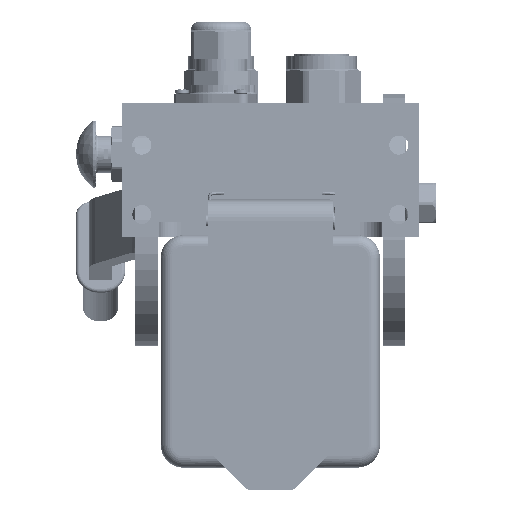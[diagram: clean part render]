
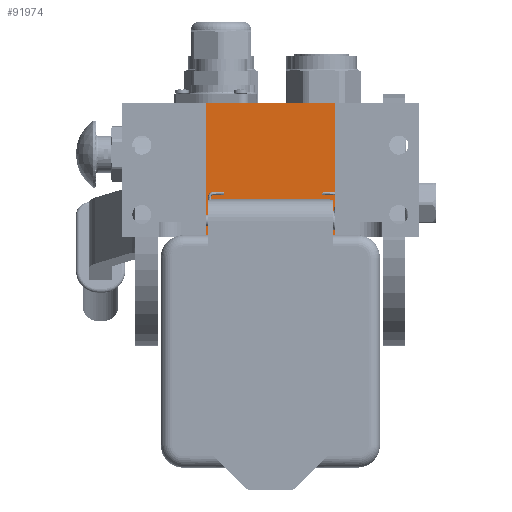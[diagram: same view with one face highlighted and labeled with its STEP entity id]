
A CAD part, left-side view. The second image highlights one B-rep face of the part: STEP entity #91974.
In plain terms, the highlighted face is planar.
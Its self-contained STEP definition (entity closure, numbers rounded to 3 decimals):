
#549 = DIRECTION ( 'NONE',  ( 0., 1., 0. ) ) ;
#4411 = CARTESIAN_POINT ( 'NONE',  ( -29., 60.2, -107.5 ) ) ;
#4544 = CARTESIAN_POINT ( 'NONE',  ( 29., 60.2, -107.5 ) ) ;
#9810 = LINE ( 'NONE', #91999, #141592 ) ;
#10070 = CARTESIAN_POINT ( 'NONE',  ( -29., 0., -107.5 ) ) ;
#10493 = CARTESIAN_POINT ( 'NONE',  ( 29., 0., -107.5 ) ) ;
#12458 = VERTEX_POINT ( 'NONE', #48739 ) ;
#16451 = PLANE ( 'NONE',  #140149 ) ;
#43621 = EDGE_CURVE ( 'NONE', #12458, #99558, #114181, .T. ) ;
#48083 = VECTOR ( 'NONE', #549, 1000. ) ;
#48739 = CARTESIAN_POINT ( 'NONE',  ( 29., 0., -107.5 ) ) ;
#50854 = DIRECTION ( 'NONE',  ( 0., 0., -1. ) ) ;
#54724 = ORIENTED_EDGE ( 'NONE', *, *, #146696, .T. ) ;
#58758 = VERTEX_POINT ( 'NONE', #69983 ) ;
#61798 = FACE_OUTER_BOUND ( 'NONE', #104827, .T. ) ;
#62201 = ORIENTED_EDGE ( 'NONE', *, *, #43621, .F. ) ;
#62209 = DIRECTION ( 'NONE',  ( -1., 0., 0. ) ) ;
#62556 = EDGE_CURVE ( 'NONE', #58758, #80624, #116048, .T. ) ;
#69983 = CARTESIAN_POINT ( 'NONE',  ( -29., 0., -107.5 ) ) ;
#70110 = CARTESIAN_POINT ( 'NONE',  ( 29., 0., -107.5 ) ) ;
#70515 = ORIENTED_EDGE ( 'NONE', *, *, #62556, .T. ) ;
#71071 = DIRECTION ( 'NONE',  ( -1., 0., 0. ) ) ;
#77173 = DIRECTION ( 'NONE',  ( 0., 1., 0. ) ) ;
#78535 = LINE ( 'NONE', #70110, #99945 ) ;
#80624 = VERTEX_POINT ( 'NONE', #4411 ) ;
#91974 = ADVANCED_FACE ( 'NONE', ( #61798 ), #16451, .T. ) ;
#91999 = CARTESIAN_POINT ( 'NONE',  ( 29., 60.2, -107.5 ) ) ;
#99558 = VERTEX_POINT ( 'NONE', #4544 ) ;
#99945 = VECTOR ( 'NONE', #71071, 1000. ) ;
#100052 = ORIENTED_EDGE ( 'NONE', *, *, #105576, .F. ) ;
#104827 = EDGE_LOOP ( 'NONE', ( #70515, #100052, #62201, #54724 ) ) ;
#105576 = EDGE_CURVE ( 'NONE', #99558, #80624, #9810, .T. ) ;
#114181 = LINE ( 'NONE', #10493, #48083 ) ;
#116048 = LINE ( 'NONE', #10070, #146414 ) ;
#129957 = CARTESIAN_POINT ( 'NONE',  ( 29., 0., -107.5 ) ) ;
#140149 = AXIS2_PLACEMENT_3D ( 'NONE', #129957, #50854, #62209 ) ;
#141592 = VECTOR ( 'NONE', #147346, 1000. ) ;
#146414 = VECTOR ( 'NONE', #77173, 1000. ) ;
#146696 = EDGE_CURVE ( 'NONE', #12458, #58758, #78535, .T. ) ;
#147346 = DIRECTION ( 'NONE',  ( -1., 0., 0. ) ) ;
